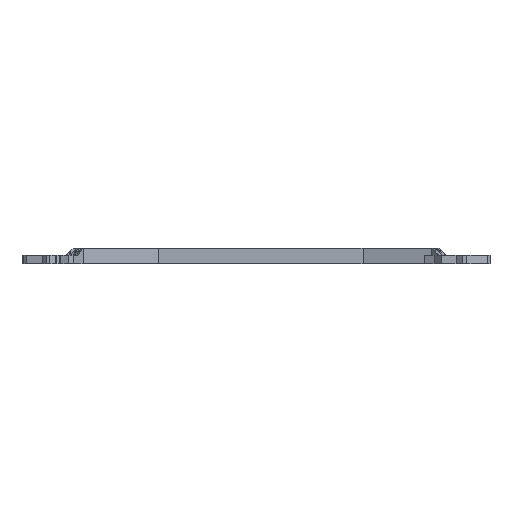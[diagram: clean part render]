
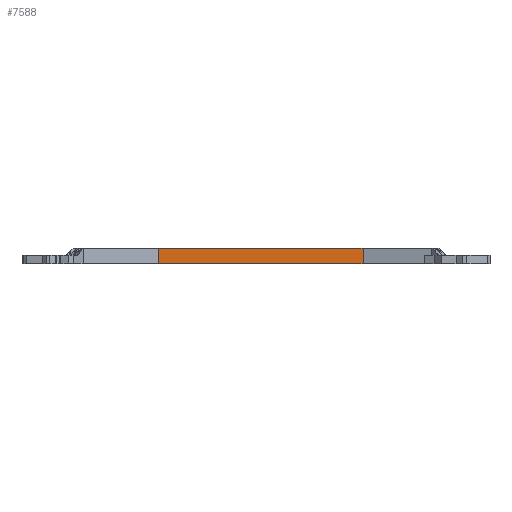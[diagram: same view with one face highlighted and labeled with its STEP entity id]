
A CAD part, front view. The second image highlights one B-rep face of the part: STEP entity #7588.
In plain terms, the highlighted planar face has unit normal (0, -1, 0).
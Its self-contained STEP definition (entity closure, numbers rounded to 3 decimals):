
#366=FACE_OUTER_BOUND('',#807,.T.);
#807=EDGE_LOOP('',(#6253,#6254,#6255,#6256));
#1341=LINE('',#10912,#2362);
#1544=LINE('',#11347,#2565);
#1681=LINE('',#11656,#2702);
#1850=LINE('',#11992,#2871);
#2362=VECTOR('',#8806,10.);
#2565=VECTOR('',#9081,10.);
#2702=VECTOR('',#9398,10.);
#2871=VECTOR('',#9585,10.);
#3349=VERTEX_POINT('',#10909);
#3350=VERTEX_POINT('',#10911);
#3546=VERTEX_POINT('',#11345);
#3628=VERTEX_POINT('',#11654);
#4157=EDGE_CURVE('',#3349,#3350,#1341,.T.);
#4374=EDGE_CURVE('',#3546,#3349,#1544,.T.);
#4531=EDGE_CURVE('',#3628,#3546,#1681,.T.);
#4706=EDGE_CURVE('',#3350,#3628,#1850,.T.);
#6253=ORIENTED_EDGE('',*,*,#4157,.F.);
#6254=ORIENTED_EDGE('',*,*,#4374,.F.);
#6255=ORIENTED_EDGE('',*,*,#4531,.F.);
#6256=ORIENTED_EDGE('',*,*,#4706,.F.);
#7226=PLANE('',#8050);
#7588=ADVANCED_FACE('',(#366),#7226,.T.);
#8050=AXIS2_PLACEMENT_3D('',#11991,#9583,#9584);
#8806=DIRECTION('',(1.,0.,0.));
#9081=DIRECTION('',(0.,0.,1.));
#9398=DIRECTION('',(-1.,0.,0.));
#9583=DIRECTION('center_axis',(0.,-1.,0.));
#9584=DIRECTION('ref_axis',(0.,0.,-1.));
#9585=DIRECTION('',(0.,0.,-1.));
#10909=CARTESIAN_POINT('',(-376.623,-58.73,35.));
#10911=CARTESIAN_POINT('',(-310.832,-58.73,35.));
#10912=CARTESIAN_POINT('',(-376.623,-58.73,35.));
#11345=CARTESIAN_POINT('',(-376.623,-58.73,30.));
#11347=CARTESIAN_POINT('',(-376.623,-58.73,31.375));
#11654=CARTESIAN_POINT('',(-310.832,-58.73,30.));
#11656=CARTESIAN_POINT('',(-369.983,-58.73,30.));
#11991=CARTESIAN_POINT('Origin',(-369.983,-58.73,30.));
#11992=CARTESIAN_POINT('',(-310.832,-58.73,31.375));
